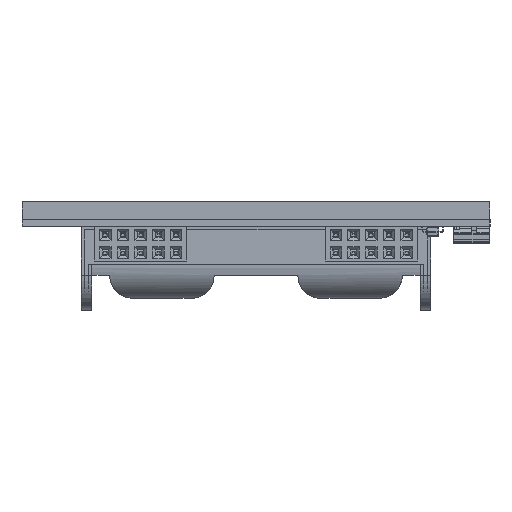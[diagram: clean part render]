
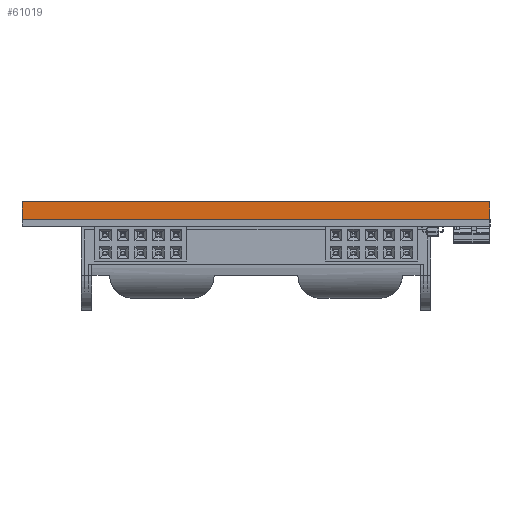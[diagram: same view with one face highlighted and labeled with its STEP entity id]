
A CAD part, left-side view. The second image highlights one B-rep face of the part: STEP entity #61019.
In plain terms, the highlighted planar face has unit normal (-1, 0, 0).
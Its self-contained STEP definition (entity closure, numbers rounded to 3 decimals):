
#60993 = VERTEX_POINT('',#60994);
#60994 = CARTESIAN_POINT('',(-140.,0.,0.));
#61002 = VERTEX_POINT('',#61003);
#61003 = CARTESIAN_POINT('',(-140.,2.53,0.));
#61009 = EDGE_CURVE('',#60993,#61002,#61010,.T.);
#61010 = LINE('',#61011,#61012);
#61011 = CARTESIAN_POINT('',(-140.,0.,0.));
#61012 = VECTOR('',#61013,1.);
#61013 = DIRECTION('',(0.,1.,0.));
#61019 = ADVANCED_FACE('',(#61020),#61045,.T.);
#61020 = FACE_BOUND('',#61021,.T.);
#61021 = EDGE_LOOP('',(#61022,#61030,#61031,#61039));
#61022 = ORIENTED_EDGE('',*,*,#61023,.F.);
#61023 = EDGE_CURVE('',#60993,#61024,#61026,.T.);
#61024 = VERTEX_POINT('',#61025);
#61025 = CARTESIAN_POINT('',(-140.,0.,-67.));
#61026 = LINE('',#61027,#61028);
#61027 = CARTESIAN_POINT('',(-140.,0.,0.));
#61028 = VECTOR('',#61029,1.);
#61029 = DIRECTION('',(0.,0.,-1.));
#61030 = ORIENTED_EDGE('',*,*,#61009,.T.);
#61031 = ORIENTED_EDGE('',*,*,#61032,.F.);
#61032 = EDGE_CURVE('',#61033,#61002,#61035,.T.);
#61033 = VERTEX_POINT('',#61034);
#61034 = CARTESIAN_POINT('',(-140.,2.53,-67.));
#61035 = LINE('',#61036,#61037);
#61036 = CARTESIAN_POINT('',(-140.,2.53,0.));
#61037 = VECTOR('',#61038,1.);
#61038 = DIRECTION('',(0.,0.,1.));
#61039 = ORIENTED_EDGE('',*,*,#61040,.F.);
#61040 = EDGE_CURVE('',#61024,#61033,#61041,.T.);
#61041 = LINE('',#61042,#61043);
#61042 = CARTESIAN_POINT('',(-140.,0.,-67.));
#61043 = VECTOR('',#61044,1.);
#61044 = DIRECTION('',(0.,1.,0.));
#61045 = PLANE('',#61046);
#61046 = AXIS2_PLACEMENT_3D('',#61047,#61048,#61049);
#61047 = CARTESIAN_POINT('',(-140.,0.,-67.));
#61048 = DIRECTION('',(-1.,0.,0.));
#61049 = DIRECTION('',(0.,0.,1.));
